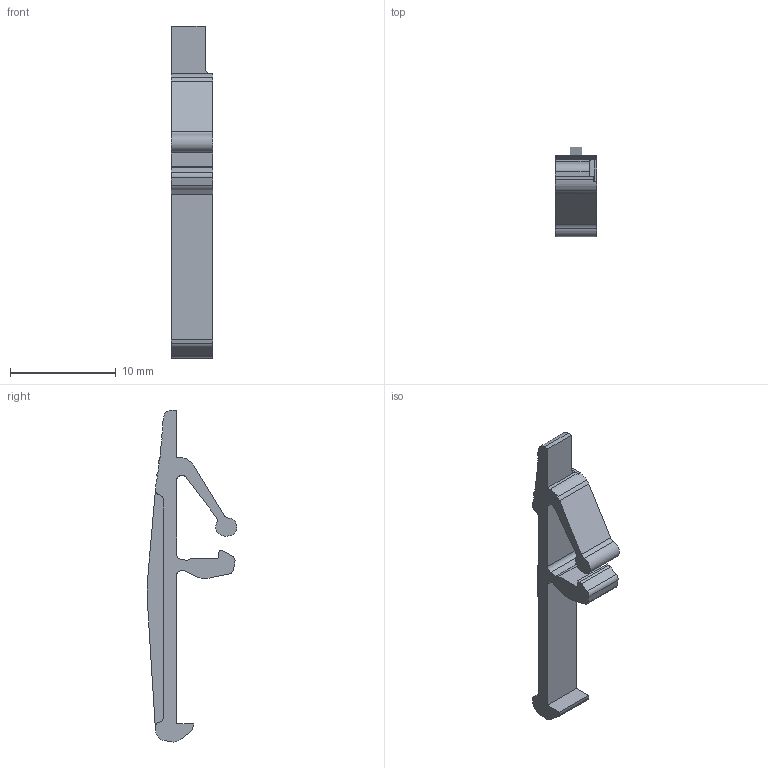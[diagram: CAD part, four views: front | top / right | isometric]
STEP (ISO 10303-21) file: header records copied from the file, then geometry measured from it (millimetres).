
FILE_DESCRIPTION(('CATIA V5 STEP Exchange','CAx-IF Rec.Pracs.--- Model Styling and Organization---1.4--- 2014-01-23'),'2;1');
FILE_NAME ('022705-7_6', '2022-03-28T05:35:20+00:00', ('none'), ('Weidmueller'), 'CATIA Version 5-6 Release 2016 SP3 HF44', 'CATIA V5 STEP AP214', 'none');
FILE_SCHEMA(('AUTOMOTIVE_DESIGN { 1 0 10303 214 1 1 1 1 }'));
Length unit declared in the file: millimetre
Products named in the file (1): 1816130000
Bounding box: 3.9 x 8.45 x 31.35 mm (x, y, z)
Volume: 273.1 mm3; surface area: 550 mm2
Topology: 1 solids, 1 shells, 73 faces, 212 edges, 141 vertices
Faces by surface type: cylinder 40, plane 33
Entity records: 2453 total; most frequent: CARTESIAN_POINT 437, ORIENTED_EDGE 424, DIRECTION 346, EDGE_CURVE 212, AXIS2_PLACEMENT_3D 151, VERTEX_POINT 141, VECTOR 127, LINE 127
